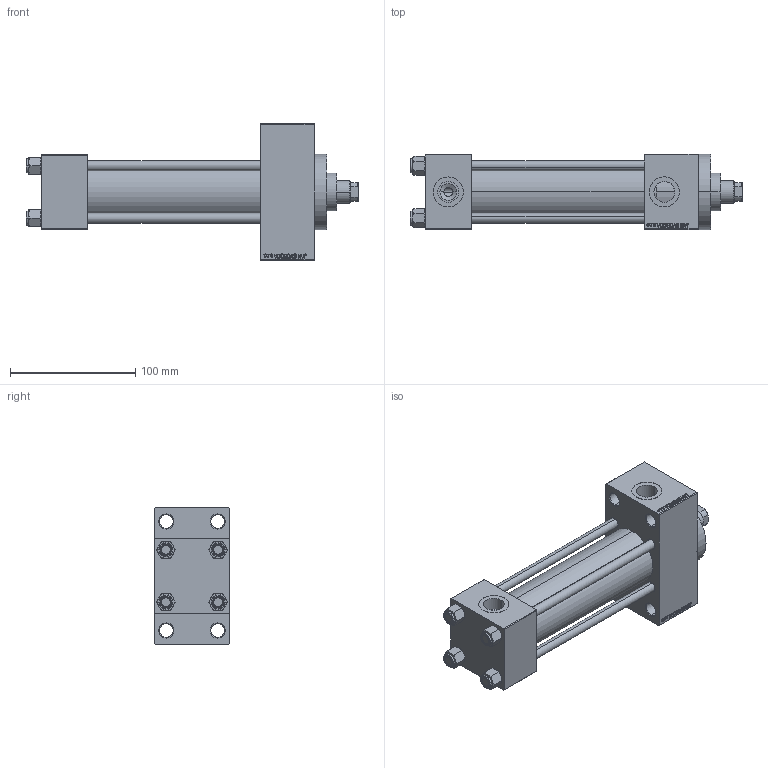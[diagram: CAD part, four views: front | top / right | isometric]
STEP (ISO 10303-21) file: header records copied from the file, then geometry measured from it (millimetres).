
FILE_DESCRIPTION (( 'STEP AP203' ), '1' );
FILE_NAME ('b600.STEP', '2023-11-15T09:58:03', ( '' ), ( '' ), 'SwSTEP 2.0', 'SolidWorks 2019', '' );
FILE_SCHEMA (( 'CONFIG_CONTROL_DESIGN' ));
Length unit declared in the file: millimetre
Products named in the file (6): V215CR_VCP_D d7f08d446e2dd7b42568b691ce9074ea; V215CR_D_Body d7f08d446e2dd7b42568b691ce9074ea; NUT_M5_D d7f08d446e2dd7b42568b691ce9074ea; V215CR_D_TYCINKA d7f08d446e2dd7b42568b691ce9074ea; b600; V215_VC_A d7f08d446e2dd7b42568b691ce9074ea
Assembly tree (11 placements, depth 2):
  b600
    V215CR_D_Body d7f08d446e2dd7b42568b691ce9074ea
    V215CR_VCP_D d7f08d446e2dd7b42568b691ce9074ea
    NUT_M5_D d7f08d446e2dd7b42568b691ce9074ea  x4
    V215CR_D_TYCINKA d7f08d446e2dd7b42568b691ce9074ea  x4
    V215_VC_A d7f08d446e2dd7b42568b691ce9074ea
Bounding box: 265 x 60 x 109 mm (x, y, z)
Volume: 581385.9 mm3; surface area: 156727.1 mm2
Topology: 11 solids, 11 shells, 1104 faces, 2755 edges, 1783 vertices
Faces by surface type: plane 498, bspline 368, cone 142, cylinder 88, torus 8
Entity records: 47247 total; most frequent: CARTESIAN_POINT 25075, ORIENTED_EDGE 5002, DIRECTION 3199, EDGE_CURVE 2501, VERTEX_POINT 1639, VECTOR 1505, LINE 1505, EDGE_LOOP 1114
